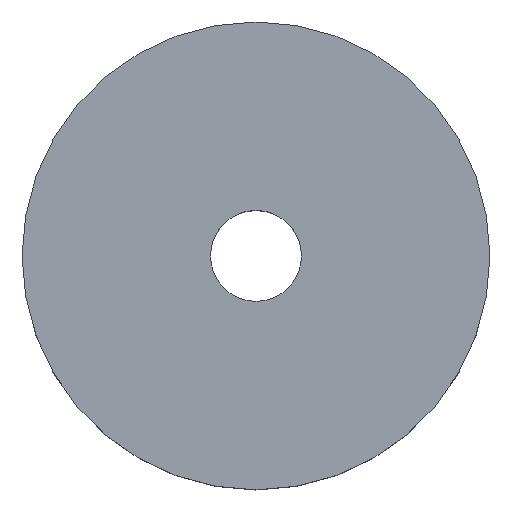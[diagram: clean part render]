
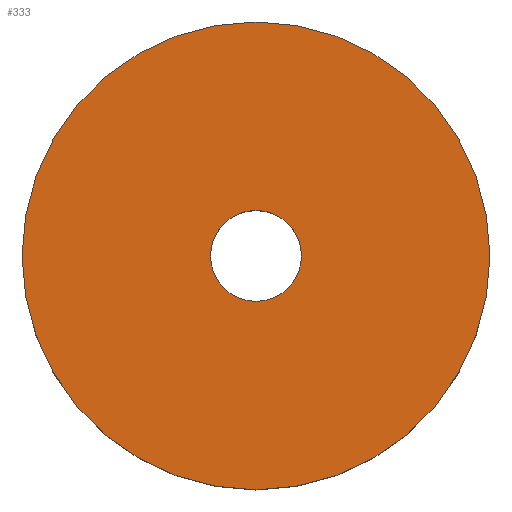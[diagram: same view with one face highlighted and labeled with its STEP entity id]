
A CAD part, top view. The second image highlights one B-rep face of the part: STEP entity #333.
In plain terms, the highlighted planar face has unit normal (0, 0, 1).
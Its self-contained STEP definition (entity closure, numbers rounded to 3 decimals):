
#1 = DIRECTION ( 'NONE',  ( 1., 0., 0. ) ) ;
#26 = DIRECTION ( 'NONE',  ( 0., 0., 1. ) ) ;
#27 = FACE_BOUND ( 'NONE', #176, .T. ) ;
#33 = VERTEX_POINT ( 'NONE', #73 ) ;
#39 = CIRCLE ( 'NONE', #272, 9. ) ;
#40 = EDGE_CURVE ( 'NONE', #307, #338, #79, .T. ) ;
#43 = ORIENTED_EDGE ( 'NONE', *, *, #296, .T. ) ;
#55 = EDGE_CURVE ( 'NONE', #338, #307, #226, .T. ) ;
#59 = EDGE_LOOP ( 'NONE', ( #227, #43 ) ) ;
#62 = ORIENTED_EDGE ( 'NONE', *, *, #55, .F. ) ;
#73 = CARTESIAN_POINT ( 'NONE',  ( -9., 0., 4.4 ) ) ;
#79 = CIRCLE ( 'NONE', #326, 1.75 ) ;
#100 = CARTESIAN_POINT ( 'NONE',  ( 0., 0., 4.4 ) ) ;
#105 = CARTESIAN_POINT ( 'NONE',  ( 9., 0., 4.4 ) ) ;
#136 = AXIS2_PLACEMENT_3D ( 'NONE', #203, #262, #315 ) ;
#146 = AXIS2_PLACEMENT_3D ( 'NONE', #269, #221, #299 ) ;
#150 = CARTESIAN_POINT ( 'NONE',  ( 0., 0., 4.4 ) ) ;
#156 = CARTESIAN_POINT ( 'NONE',  ( -1.75, 0., 4.4 ) ) ;
#176 = EDGE_LOOP ( 'NONE', ( #267, #62 ) ) ;
#184 = DIRECTION ( 'NONE',  ( 0., 0., 1. ) ) ;
#203 = CARTESIAN_POINT ( 'NONE',  ( 0., 0., 4.4 ) ) ;
#206 = DIRECTION ( 'NONE',  ( 1., 0., 0. ) ) ;
#207 = DIRECTION ( 'NONE',  ( 0., 0., 1. ) ) ;
#219 = CARTESIAN_POINT ( 'NONE',  ( 0., 0., 4.4 ) ) ;
#221 = DIRECTION ( 'NONE',  ( 0., 0., 1. ) ) ;
#226 = CIRCLE ( 'NONE', #136, 1.75 ) ;
#227 = ORIENTED_EDGE ( 'NONE', *, *, #348, .T. ) ;
#245 = CARTESIAN_POINT ( 'NONE',  ( 1.75, 0., 4.4 ) ) ;
#246 = FACE_OUTER_BOUND ( 'NONE', #59, .T. ) ;
#262 = DIRECTION ( 'NONE',  ( 0., 0., 1. ) ) ;
#267 = ORIENTED_EDGE ( 'NONE', *, *, #40, .F. ) ;
#269 = CARTESIAN_POINT ( 'NONE',  ( 0., 0., 4.4 ) ) ;
#272 = AXIS2_PLACEMENT_3D ( 'NONE', #100, #207, #320 ) ;
#281 = VERTEX_POINT ( 'NONE', #105 ) ;
#293 = AXIS2_PLACEMENT_3D ( 'NONE', #219, #26, #1 ) ;
#296 = EDGE_CURVE ( 'NONE', #281, #33, #39, .T. ) ;
#298 = CIRCLE ( 'NONE', #146, 9. ) ;
#299 = DIRECTION ( 'NONE',  ( 1., 0., 0. ) ) ;
#301 = PLANE ( 'NONE',  #293 ) ;
#307 = VERTEX_POINT ( 'NONE', #156 ) ;
#315 = DIRECTION ( 'NONE',  ( 1., 0., 0. ) ) ;
#320 = DIRECTION ( 'NONE',  ( 1., 0., 0. ) ) ;
#326 = AXIS2_PLACEMENT_3D ( 'NONE', #150, #184, #206 ) ;
#333 = ADVANCED_FACE ( 'NONE', ( #246, #27 ), #301, .T. ) ;
#338 = VERTEX_POINT ( 'NONE', #245 ) ;
#348 = EDGE_CURVE ( 'NONE', #33, #281, #298, .T. ) ;
